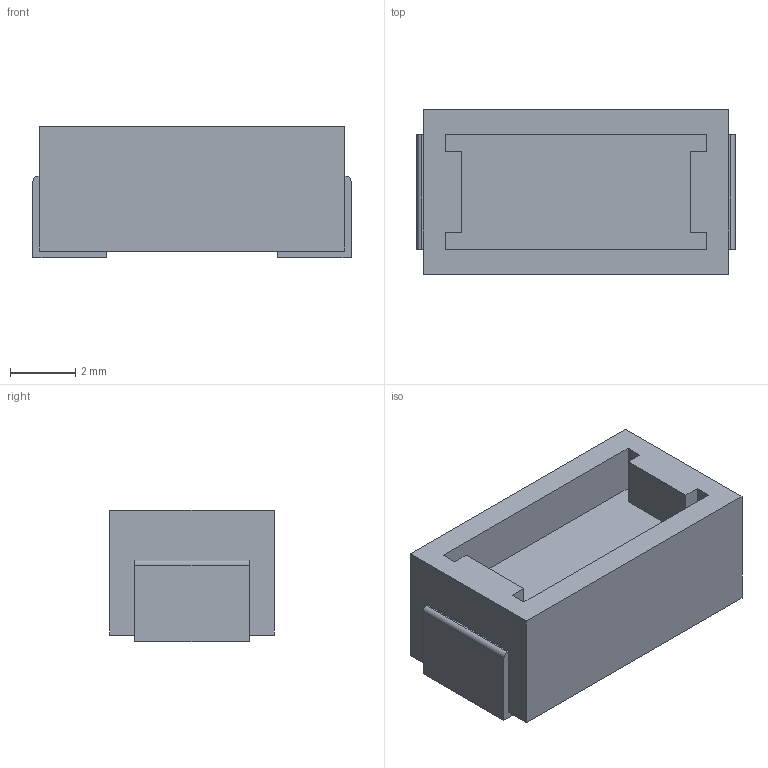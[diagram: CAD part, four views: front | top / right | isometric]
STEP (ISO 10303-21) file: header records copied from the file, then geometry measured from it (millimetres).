
FILE_DESCRIPTION (( 'STEP AP214' ), '1' );
FILE_NAME ('01550900DR.STEP', '2022-12-06T23:14:29', ( '' ), ( '' ), 'SwSTEP 2.0', 'SolidWorks 2022', '' );
FILE_SCHEMA (( 'AUTOMOTIVE_DESIGN' ));
Length unit declared in the file: millimetre
Products named in the file (1): 01550900DR
Bounding box: 9.73 x 5.03 x 4.01 mm (x, y, z)
Volume: 146.9 mm3; surface area: 310.3 mm2
Topology: 3 solids, 3 shells, 37 faces, 90 edges, 60 vertices
Faces by surface type: plane 35, cylinder 2
Entity records: 1527 total; most frequent: CARTESIAN_POINT 188, ORIENTED_EDGE 180, DIRECTION 170, EDGE_CURVE 90, LINE 86, VECTOR 86, VERTEX_POINT 60, UNCERTAINTY_MEASURE_WITH_UNIT 42
